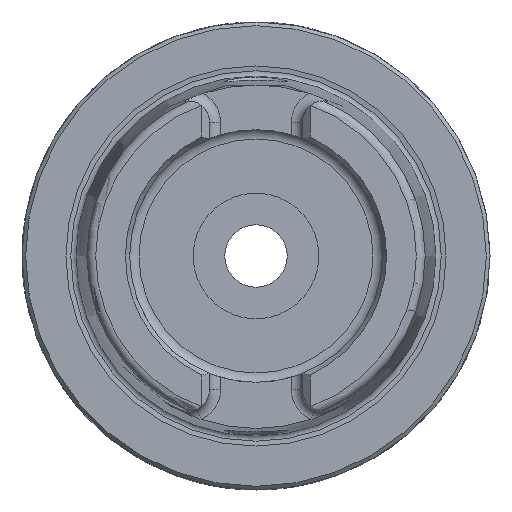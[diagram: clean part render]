
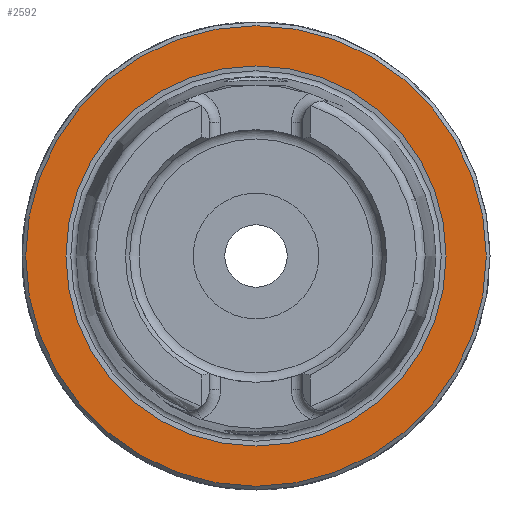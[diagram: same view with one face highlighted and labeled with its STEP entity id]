
A CAD part, left-side view. The second image highlights one B-rep face of the part: STEP entity #2592.
In plain terms, the highlighted planar face has unit normal (-1, 0, 0).
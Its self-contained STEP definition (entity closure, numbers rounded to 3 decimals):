
#192=FACE_BOUND('',#555,.T.);
#241=PLANE('',#2947);
#395=FACE_OUTER_BOUND('',#554,.T.);
#554=EDGE_LOOP('',(#2280));
#555=EDGE_LOOP('',(#2281));
#993=CIRCLE('',#2946,25.588);
#994=CIRCLE('',#2948,31.);
#1227=VERTEX_POINT('',#5259);
#1228=VERTEX_POINT('',#5263);
#1587=EDGE_CURVE('',#1227,#1227,#993,.T.);
#1588=EDGE_CURVE('',#1228,#1228,#994,.T.);
#2280=ORIENTED_EDGE('',*,*,#1588,.F.);
#2281=ORIENTED_EDGE('',*,*,#1587,.T.);
#2592=ADVANCED_FACE('',(#395,#192),#241,.T.);
#2946=AXIS2_PLACEMENT_3D('',#5261,#3621,#3622);
#2947=AXIS2_PLACEMENT_3D('',#5262,#3623,#3624);
#2948=AXIS2_PLACEMENT_3D('',#5264,#3625,#3626);
#3621=DIRECTION('center_axis',(1.,0.,0.));
#3622=DIRECTION('ref_axis',(0.,0.,-1.));
#3623=DIRECTION('center_axis',(-1.,0.,0.));
#3624=DIRECTION('ref_axis',(0.,0.,1.));
#3625=DIRECTION('center_axis',(1.,0.,0.));
#3626=DIRECTION('ref_axis',(0.,0.,-1.));
#5259=CARTESIAN_POINT('',(0.,-25.588,0.));
#5261=CARTESIAN_POINT('Origin',(0.,0.,0.));
#5262=CARTESIAN_POINT('Origin',(0.,31.,0.));
#5263=CARTESIAN_POINT('',(0.,-31.,0.));
#5264=CARTESIAN_POINT('Origin',(0.,0.,0.));
